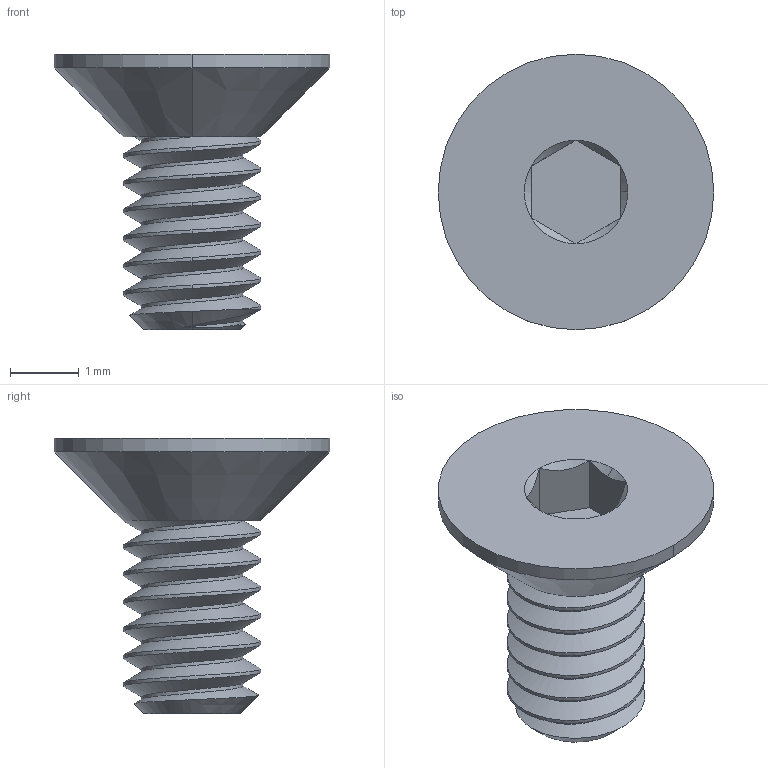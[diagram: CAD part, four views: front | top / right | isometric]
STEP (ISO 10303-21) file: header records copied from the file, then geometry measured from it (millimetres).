
FILE_DESCRIPTION (( 'STEP AP203' ), '1' );
FILE_NAME ('91294A002_Black-Oxide Alloy Steel Hex Drive Flat Head Screw.STEP', '2022-09-01T18:40:49', ( 'Administrator' ), ( 'Managed by Terraform' ), 'SwSTEP 2.0', 'SolidWorks 2017', '' );
FILE_SCHEMA (( 'CONFIG_CONTROL_DESIGN' ));
Length unit declared in the file: millimetre
Products named in the file (1): 91294A002_Black-Oxide Alloy Steel Hex Drive Flat Head Screw
Bounding box: 4 x 4 x 4 mm (x, y, z)
Volume: 15.2 mm3; surface area: 65.5 mm2
Topology: 2 solids, 2 shells, 41 faces, 94 edges, 58 vertices
Faces by surface type: cylinder 15, cone 12, plane 11, bspline 3
Entity records: 2090 total; most frequent: CARTESIAN_POINT 1206, ORIENTED_EDGE 188, DIRECTION 144, EDGE_CURVE 94, VERTEX_POINT 58, AXIS2_PLACEMENT_3D 56, EDGE_LOOP 42, ADVANCED_FACE 41
